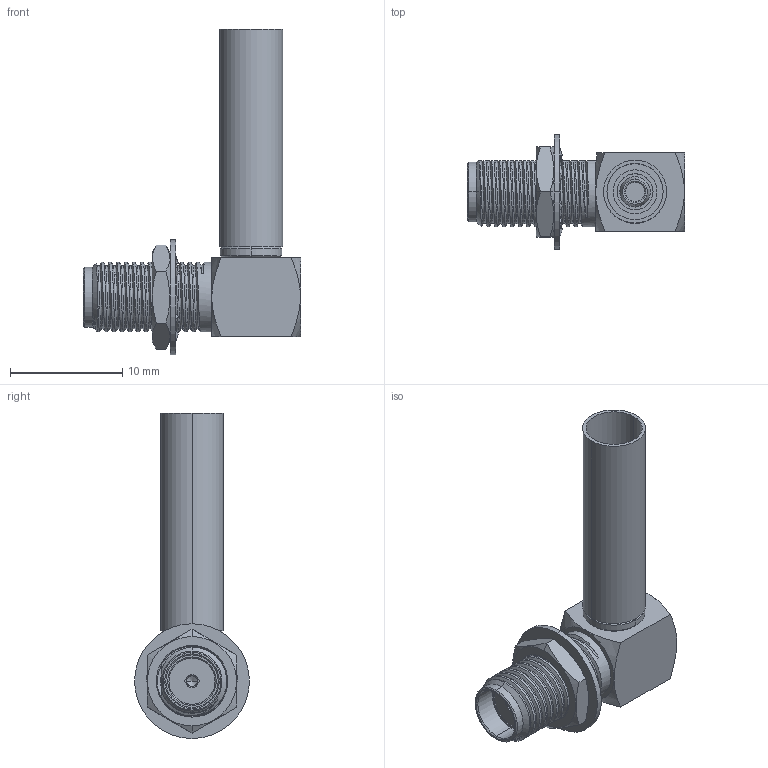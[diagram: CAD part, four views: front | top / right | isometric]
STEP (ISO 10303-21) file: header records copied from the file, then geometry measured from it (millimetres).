
FILE_DESCRIPTION((''),'2;1');
FILE_NAME('ASM0001_SW0001','2020-07-24T09:38:11',('Vijayaragavan'),(''),'CREO PARAMETRIC BY PTC INC, 2019444','CREO PARAMETRIC BY PTC INC, 2019444','');
FILE_SCHEMA(('CONFIG_CONTROL_DESIGN'));
Length unit declared in the file: millimetre
Products named in the file (1): ASM0001_SW0001
Bounding box: 19.3 x 10.21 x 28.91 mm (x, y, z)
Volume: 922 mm3; surface area: 1536.3 mm2
Topology: 1 solids, 1 shells, 243 faces, 740 edges, 488 vertices
Faces by surface type: bspline 102, cylinder 52, plane 51, cone 38
Entity records: 18071 total; most frequent: CARTESIAN_POINT 12262, ORIENTED_EDGE 1476, DIRECTION 796, EDGE_CURVE 738, VERTEX_POINT 488, B_SPLINE_CURVE_WITH_KNOTS 358, AXIS2_PLACEMENT_3D 275, EDGE_LOOP 260
